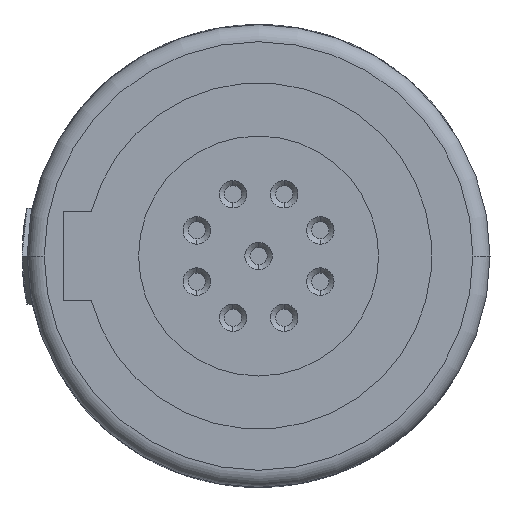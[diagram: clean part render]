
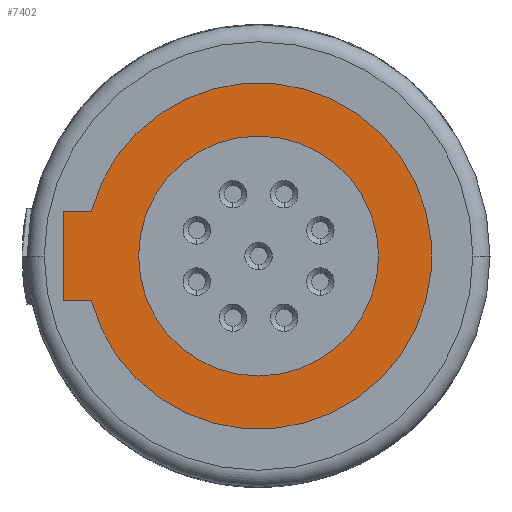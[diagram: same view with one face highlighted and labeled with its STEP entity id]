
A CAD part, left-side view. The second image highlights one B-rep face of the part: STEP entity #7402.
In plain terms, the highlighted planar face has unit normal (-1, 0, 0).
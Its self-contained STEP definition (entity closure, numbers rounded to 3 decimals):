
#2230=DIRECTION('',(0.,1.,0.));
#2231=VECTOR('',#2230,0.82);
#2232=CARTESIAN_POINT('',(0.,4.88,-1.3));
#2233=LINE('',#2232,#2231);
#2234=DIRECTION('',(0.,0.,1.));
#2235=VECTOR('',#2234,2.6);
#2236=CARTESIAN_POINT('',(0.,5.7,-1.3));
#2237=LINE('',#2236,#2235);
#2238=DIRECTION('',(0.,-1.,0.));
#2239=VECTOR('',#2238,0.82);
#2240=CARTESIAN_POINT('',(0.,5.7,1.3));
#2241=LINE('',#2240,#2239);
#2242=CARTESIAN_POINT('',(0.,0.,0.));
#2243=DIRECTION('',(1.,0.,0.));
#2244=DIRECTION('',(0.,0.,-1.));
#2245=AXIS2_PLACEMENT_3D('',#2242,#2243,#2244);
#2247=CARTESIAN_POINT('',(0.,0.,0.));
#2248=DIRECTION('',(1.,0.,0.));
#2249=DIRECTION('',(0.,0.,1.));
#2250=AXIS2_PLACEMENT_3D('',#2247,#2248,#2249);
#2261=CARTESIAN_POINT('',(0.,0.,0.));
#2262=DIRECTION('',(-1.,0.,0.));
#2263=DIRECTION('',(0.,0.966,-0.257));
#2264=AXIS2_PLACEMENT_3D('',#2261,#2262,#2263);
#3858=CARTESIAN_POINT('',(0.,0.,-3.5));
#3859=VERTEX_POINT('',#3858);
#3860=CARTESIAN_POINT('',(0.,0.,3.5));
#3861=VERTEX_POINT('',#3860);
#4458=CARTESIAN_POINT('',(0.,5.7,-1.3));
#4459=CARTESIAN_POINT('',(0.,5.7,1.3));
#4460=VERTEX_POINT('',#4458);
#4461=VERTEX_POINT('',#4459);
#4462=CARTESIAN_POINT('',(0.,4.88,-1.3));
#4463=VERTEX_POINT('',#4462);
#4464=CARTESIAN_POINT('',(0.,4.88,1.3));
#4465=VERTEX_POINT('',#4464);
#7382=CARTESIAN_POINT('',(0.,0.,0.));
#7383=DIRECTION('',(1.,0.,0.));
#7384=DIRECTION('',(0.,0.,-1.));
#7385=AXIS2_PLACEMENT_3D('',#7382,#7383,#7384);
#7386=PLANE('',#7385);
#7388=ORIENTED_EDGE('',*,*,#7387,.F.);
#7389=ORIENTED_EDGE('',*,*,#7365,.T.);
#7391=ORIENTED_EDGE('',*,*,#7390,.T.);
#7393=ORIENTED_EDGE('',*,*,#7392,.T.);
#7394=EDGE_LOOP('',(#7388,#7389,#7391,#7393));
#7395=FACE_OUTER_BOUND('',#7394,.F.);
#7397=ORIENTED_EDGE('',*,*,#7396,.F.);
#7399=ORIENTED_EDGE('',*,*,#7398,.F.);
#7400=EDGE_LOOP('',(#7397,#7399));
#7401=FACE_BOUND('',#7400,.F.);
#2246=CIRCLE('',#2245,3.5);
#2251=CIRCLE('',#2250,3.5);
#2265=CIRCLE('',#2264,5.05);
#7365=EDGE_CURVE('',#4463,#4460,#2233,.T.);
#7387=EDGE_CURVE('',#4463,#4465,#2265,.T.);
#7390=EDGE_CURVE('',#4460,#4461,#2237,.T.);
#7392=EDGE_CURVE('',#4461,#4465,#2241,.T.);
#7396=EDGE_CURVE('',#3859,#3861,#2246,.T.);
#7398=EDGE_CURVE('',#3861,#3859,#2251,.T.);
#7402=ADVANCED_FACE('',(#7395,#7401),#7386,.F.);
